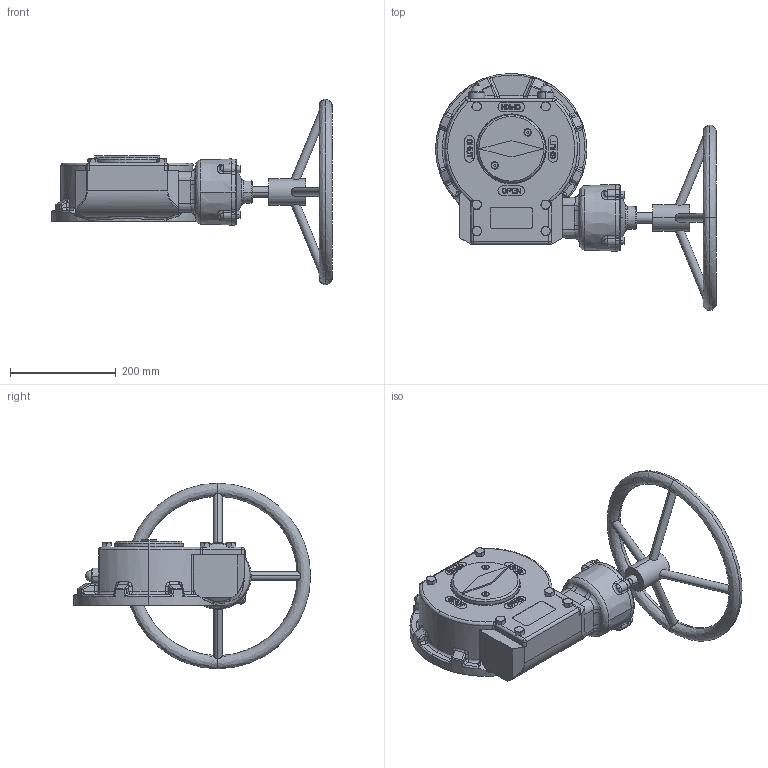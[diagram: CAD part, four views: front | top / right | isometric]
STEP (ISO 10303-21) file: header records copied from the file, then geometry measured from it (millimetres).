
FILE_DESCRIPTION (( 'STEP AP214' ), '1' );
FILE_NAME ('600589.STEP', '2020-05-05T10:46:00', ( '' ), ( '' ), 'SwSTEP 2.0', 'SolidWorks 2019', '' );
FILE_SCHEMA (( 'AUTOMOTIVE_DESIGN' ));
Length unit declared in the file: millimetre
Products named in the file (1): 600589
Bounding box: 529.5 x 447.5 x 350 mm (x, y, z)
Volume: 8272028.4 mm3; surface area: 473778.4 mm2
Topology: 1 solids, 1 shells, 922 faces, 2299 edges, 1392 vertices
Faces by surface type: plane 380, bspline 226, cylinder 173, cone 135, torus 8
Entity records: 39021 total; most frequent: CARTESIAN_POINT 18931, ORIENTED_EDGE 4474, DIRECTION 3750, EDGE_CURVE 2237, VERTEX_POINT 1392, AXIS2_PLACEMENT_3D 1359, VECTOR 1032, LINE 1032
